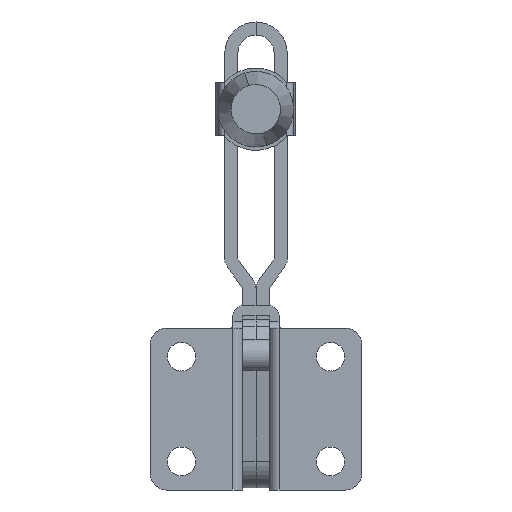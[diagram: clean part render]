
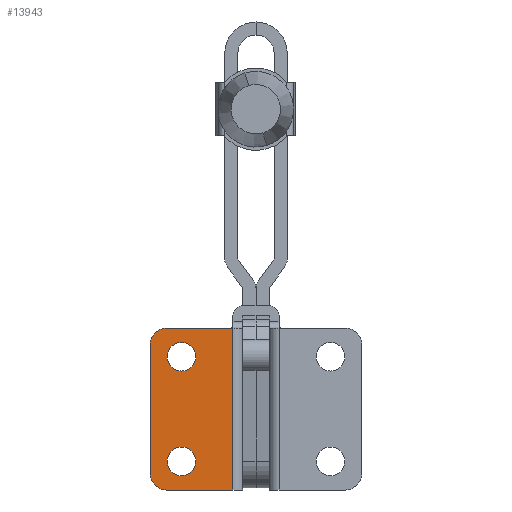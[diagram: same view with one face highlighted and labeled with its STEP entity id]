
A CAD part, front view. The second image highlights one B-rep face of the part: STEP entity #13943.
In plain terms, the highlighted planar face has unit normal (0, -1, 0).
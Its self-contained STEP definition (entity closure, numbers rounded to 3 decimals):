
#336 = CARTESIAN_POINT ( 'NONE',  ( -22.65, 0., 13.05 ) ) ;
#966 = CARTESIAN_POINT ( 'NONE',  ( -22.65, 0., 40.5 ) ) ;
#1178 = VERTEX_POINT ( 'NONE', #29672 ) ;
#1331 = EDGE_CURVE ( 'NONE', #18659, #1178, #23558, .T. ) ;
#2063 = EDGE_LOOP ( 'NONE', ( #28501, #23522, #21189, #20753, #16119, #25132 ) ) ;
#3003 = CARTESIAN_POINT ( 'NONE',  ( -22.65, 0., 8.7 ) ) ;
#3167 = FACE_OUTER_BOUND ( 'NONE', #2063, .T. ) ;
#3576 = CARTESIAN_POINT ( 'NONE',  ( -27.15, 0., 5. ) ) ;
#3725 = EDGE_CURVE ( 'NONE', #31057, #8627, #15437, .T. ) ;
#3987 = DIRECTION ( 'NONE',  ( 0., 0., -1. ) ) ;
#4235 = EDGE_LOOP ( 'NONE', ( #36978, #22454 ) ) ;
#5379 = DIRECTION ( 'NONE',  ( 0., 0., -1. ) ) ;
#6001 = DIRECTION ( 'NONE',  ( 0., 0., -1. ) ) ;
#6285 = DIRECTION ( 'NONE',  ( 0., 1., 0. ) ) ;
#6503 = LINE ( 'NONE', #13381, #13526 ) ;
#6570 = DIRECTION ( 'NONE',  ( -1., 0., 0. ) ) ;
#6756 = CIRCLE ( 'NONE', #23993, 4.35 ) ;
#7233 = EDGE_CURVE ( 'NONE', #31552, #31057, #24325, .T. ) ;
#7266 = CARTESIAN_POINT ( 'NONE',  ( -22.65, 0., 40.5 ) ) ;
#7935 = CARTESIAN_POINT ( 'NONE',  ( -27.15, 0., 49.2 ) ) ;
#8326 = CARTESIAN_POINT ( 'NONE',  ( -32.15, 0., 5. ) ) ;
#8523 = ORIENTED_EDGE ( 'NONE', *, *, #36146, .F. ) ;
#8627 = VERTEX_POINT ( 'NONE', #17317 ) ;
#9781 = AXIS2_PLACEMENT_3D ( 'NONE', #12742, #33721, #15726 ) ;
#10260 = DIRECTION ( 'NONE',  ( 0., 0., -1. ) ) ;
#10780 = EDGE_CURVE ( 'NONE', #12825, #36848, #26277, .T. ) ;
#10902 = AXIS2_PLACEMENT_3D ( 'NONE', #3576, #24526, #6570 ) ;
#11521 = CARTESIAN_POINT ( 'NONE',  ( -22.65, 0., 44.85 ) ) ;
#12742 = CARTESIAN_POINT ( 'NONE',  ( -27.15, 0., 44.2 ) ) ;
#12825 = VERTEX_POINT ( 'NONE', #11521 ) ;
#12839 = VERTEX_POINT ( 'NONE', #32511 ) ;
#13381 = CARTESIAN_POINT ( 'NONE',  ( -7., 0., 56. ) ) ;
#13526 = VECTOR ( 'NONE', #25298, 1000. ) ;
#13943 = ADVANCED_FACE ( 'NONE', ( #26143, #34123, #3167 ), #21183, .F. ) ;
#14142 = CARTESIAN_POINT ( 'NONE',  ( -4., 0., 0. ) ) ;
#15437 = LINE ( 'NONE', #14142, #38453 ) ;
#15567 = EDGE_CURVE ( 'NONE', #36848, #12825, #17776, .T. ) ;
#15726 = DIRECTION ( 'NONE',  ( -1., 0., 0. ) ) ;
#15770 = VECTOR ( 'NONE', #24105, 1000. ) ;
#16119 = ORIENTED_EDGE ( 'NONE', *, *, #3725, .T. ) ;
#16900 = CARTESIAN_POINT ( 'NONE',  ( -22.65, 0., 8.7 ) ) ;
#17317 = CARTESIAN_POINT ( 'NONE',  ( -7., 0., 0. ) ) ;
#17776 = CIRCLE ( 'NONE', #22155, 4.35 ) ;
#18153 = CARTESIAN_POINT ( 'NONE',  ( -4., 0., 56. ) ) ;
#18659 = VERTEX_POINT ( 'NONE', #7935 ) ;
#19831 = EDGE_CURVE ( 'NONE', #18659, #30210, #23769, .T. ) ;
#19910 = DIRECTION ( 'NONE',  ( 0., 0., -1. ) ) ;
#20138 = CARTESIAN_POINT ( 'NONE',  ( -32.15, 0., 56. ) ) ;
#20753 = ORIENTED_EDGE ( 'NONE', *, *, #7233, .T. ) ;
#21183 = PLANE ( 'NONE',  #29622 ) ;
#21189 = ORIENTED_EDGE ( 'NONE', *, *, #28102, .T. ) ;
#21548 = VECTOR ( 'NONE', #5379, 1000. ) ;
#21904 = DIRECTION ( 'NONE',  ( 0., -1., 0. ) ) ;
#22155 = AXIS2_PLACEMENT_3D ( 'NONE', #7266, #28232, #10260 ) ;
#22454 = ORIENTED_EDGE ( 'NONE', *, *, #10780, .F. ) ;
#23522 = ORIENTED_EDGE ( 'NONE', *, *, #1331, .T. ) ;
#23558 = CIRCLE ( 'NONE', #9781, 5. ) ;
#23769 = LINE ( 'NONE', #36015, #15770 ) ;
#23953 = DIRECTION ( 'NONE',  ( 0., -1., 0. ) ) ;
#23993 = AXIS2_PLACEMENT_3D ( 'NONE', #16900, #37886, #19910 ) ;
#24040 = CARTESIAN_POINT ( 'NONE',  ( -22.65, 0., 36.15 ) ) ;
#24105 = DIRECTION ( 'NONE',  ( 1., 0., 0. ) ) ;
#24325 = CIRCLE ( 'NONE', #10902, 5. ) ;
#24526 = DIRECTION ( 'NONE',  ( 0., -1., 0. ) ) ;
#25132 = ORIENTED_EDGE ( 'NONE', *, *, #29612, .T. ) ;
#25298 = DIRECTION ( 'NONE',  ( 0., 0., 1. ) ) ;
#26143 = FACE_BOUND ( 'NONE', #37688, .T. ) ;
#26277 = CIRCLE ( 'NONE', #29567, 4.35 ) ;
#27224 = DIRECTION ( 'NONE',  ( -1., 0., 0. ) ) ;
#27250 = VERTEX_POINT ( 'NONE', #336 ) ;
#28102 = EDGE_CURVE ( 'NONE', #1178, #31552, #29538, .T. ) ;
#28232 = DIRECTION ( 'NONE',  ( 0., -1., 0. ) ) ;
#28501 = ORIENTED_EDGE ( 'NONE', *, *, #19831, .F. ) ;
#29538 = LINE ( 'NONE', #20138, #21548 ) ;
#29567 = AXIS2_PLACEMENT_3D ( 'NONE', #966, #21904, #3987 ) ;
#29612 = EDGE_CURVE ( 'NONE', #8627, #30210, #6503, .T. ) ;
#29622 = AXIS2_PLACEMENT_3D ( 'NONE', #18153, #6285, #27224 ) ;
#29672 = CARTESIAN_POINT ( 'NONE',  ( -32.15, 0., 44.2 ) ) ;
#30210 = VERTEX_POINT ( 'NONE', #34451 ) ;
#31057 = VERTEX_POINT ( 'NONE', #36745 ) ;
#31552 = VERTEX_POINT ( 'NONE', #8326 ) ;
#31626 = ORIENTED_EDGE ( 'NONE', *, *, #37716, .F. ) ;
#32511 = CARTESIAN_POINT ( 'NONE',  ( -22.65, 0., 4.35 ) ) ;
#33064 = AXIS2_PLACEMENT_3D ( 'NONE', #3003, #23953, #6001 ) ;
#33721 = DIRECTION ( 'NONE',  ( 0., -1., 0. ) ) ;
#34123 = FACE_BOUND ( 'NONE', #4235, .T. ) ;
#34451 = CARTESIAN_POINT ( 'NONE',  ( -7., 0., 49.2 ) ) ;
#35065 = CIRCLE ( 'NONE', #33064, 4.35 ) ;
#36015 = CARTESIAN_POINT ( 'NONE',  ( -32.15, 0., 49.2 ) ) ;
#36146 = EDGE_CURVE ( 'NONE', #12839, #27250, #6756, .T. ) ;
#36745 = CARTESIAN_POINT ( 'NONE',  ( -27.15, 0., 0. ) ) ;
#36848 = VERTEX_POINT ( 'NONE', #24040 ) ;
#36978 = ORIENTED_EDGE ( 'NONE', *, *, #15567, .F. ) ;
#37688 = EDGE_LOOP ( 'NONE', ( #8523, #31626 ) ) ;
#37716 = EDGE_CURVE ( 'NONE', #27250, #12839, #35065, .T. ) ;
#37886 = DIRECTION ( 'NONE',  ( 0., -1., 0. ) ) ;
#38134 = DIRECTION ( 'NONE',  ( 1., 0., 0. ) ) ;
#38453 = VECTOR ( 'NONE', #38134, 1000. ) ;
